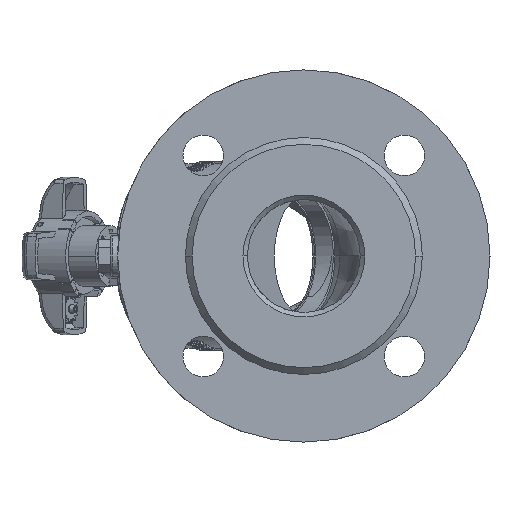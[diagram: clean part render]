
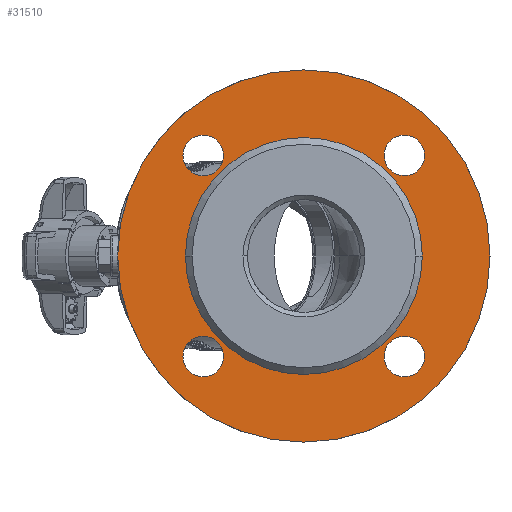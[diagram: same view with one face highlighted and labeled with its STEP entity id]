
A CAD part, left-side view. The second image highlights one B-rep face of the part: STEP entity #31510.
In plain terms, the highlighted planar face has unit normal (-1, 0, 0).
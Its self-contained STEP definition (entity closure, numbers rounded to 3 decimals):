
#7381=CARTESIAN_POINT('',(-576.18,0.,0.));
#7382=DIRECTION('',(1.,0.,0.));
#7383=DIRECTION('',(0.,-1.,0.));
#7384=AXIS2_PLACEMENT_3D('',#7381,#7382,#7383);
#7386=CARTESIAN_POINT('',(-576.18,0.,0.));
#7387=DIRECTION('',(1.,0.,0.));
#7388=DIRECTION('',(0.,1.,0.));
#7389=AXIS2_PLACEMENT_3D('',#7386,#7387,#7388);
#7391=CARTESIAN_POINT('',(-576.18,0.,0.));
#7392=DIRECTION('',(-1.,0.,0.));
#7393=DIRECTION('',(0.,-1.,0.));
#7394=AXIS2_PLACEMENT_3D('',#7391,#7392,#7393);
#7396=CARTESIAN_POINT('',(-576.18,0.,0.));
#7397=DIRECTION('',(-1.,0.,0.));
#7398=DIRECTION('',(0.,1.,0.));
#7399=AXIS2_PLACEMENT_3D('',#7396,#7397,#7398);
#7401=CARTESIAN_POINT('',(-576.18,44.569,44.569));
#7402=DIRECTION('',(-1.,0.,0.));
#7403=DIRECTION('',(0.,0.,1.));
#7404=AXIS2_PLACEMENT_3D('',#7401,#7402,#7403);
#7406=CARTESIAN_POINT('',(-576.18,44.569,44.569));
#7407=DIRECTION('',(-1.,0.,0.));
#7408=DIRECTION('',(0.,0.,-1.));
#7409=AXIS2_PLACEMENT_3D('',#7406,#7407,#7408);
#7411=CARTESIAN_POINT('',(-576.18,-44.569,44.569));
#7412=DIRECTION('',(-1.,0.,0.));
#7413=DIRECTION('',(0.,-1.,0.));
#7414=AXIS2_PLACEMENT_3D('',#7411,#7412,#7413);
#7416=CARTESIAN_POINT('',(-576.18,-44.569,44.569));
#7417=DIRECTION('',(-1.,0.,0.));
#7418=DIRECTION('',(0.,1.,0.));
#7419=AXIS2_PLACEMENT_3D('',#7416,#7417,#7418);
#7421=CARTESIAN_POINT('',(-576.18,-44.569,-44.569));
#7422=DIRECTION('',(-1.,0.,0.));
#7423=DIRECTION('',(0.,0.,-1.));
#7424=AXIS2_PLACEMENT_3D('',#7421,#7422,#7423);
#7426=CARTESIAN_POINT('',(-576.18,-44.569,-44.569));
#7427=DIRECTION('',(-1.,0.,0.));
#7428=DIRECTION('',(0.,0.,1.));
#7429=AXIS2_PLACEMENT_3D('',#7426,#7427,#7428);
#7431=CARTESIAN_POINT('',(-576.18,44.569,-44.569));
#7432=DIRECTION('',(-1.,0.,0.));
#7433=DIRECTION('',(0.,1.,0.));
#7434=AXIS2_PLACEMENT_3D('',#7431,#7432,#7433);
#7436=CARTESIAN_POINT('',(-576.18,44.569,-44.569));
#7437=DIRECTION('',(-1.,0.,0.));
#7438=DIRECTION('',(0.,-1.,0.));
#7439=AXIS2_PLACEMENT_3D('',#7436,#7437,#7438);
#22715=CARTESIAN_POINT('',(-576.18,-82.5,0.));
#22716=VERTEX_POINT('',#22715);
#22717=CARTESIAN_POINT('',(-576.18,82.5,0.));
#22718=VERTEX_POINT('',#22717);
#22743=CARTESIAN_POINT('',(-576.18,-52.5,0.));
#22744=CARTESIAN_POINT('',(-576.18,52.5,0.));
#22745=VERTEX_POINT('',#22743);
#22746=VERTEX_POINT('',#22744);
#22747=CARTESIAN_POINT('',(-576.18,44.569,53.569));
#22748=CARTESIAN_POINT('',(-576.18,44.569,35.569));
#22749=VERTEX_POINT('',#22747);
#22750=VERTEX_POINT('',#22748);
#22751=CARTESIAN_POINT('',(-576.18,-53.569,44.569));
#22752=CARTESIAN_POINT('',(-576.18,-35.569,44.569));
#22753=VERTEX_POINT('',#22751);
#22754=VERTEX_POINT('',#22752);
#22755=CARTESIAN_POINT('',(-576.18,-44.569,-53.569));
#22756=CARTESIAN_POINT('',(-576.18,-44.569,-35.569));
#22757=VERTEX_POINT('',#22755);
#22758=VERTEX_POINT('',#22756);
#22759=CARTESIAN_POINT('',(-576.18,53.569,-44.569));
#22760=CARTESIAN_POINT('',(-576.18,35.569,-44.569));
#22761=VERTEX_POINT('',#22759);
#22762=VERTEX_POINT('',#22760);
#31471=CARTESIAN_POINT('',(-576.18,0.,0.));
#31472=DIRECTION('',(1.,0.,0.));
#31473=DIRECTION('',(0.,-1.,0.));
#31474=AXIS2_PLACEMENT_3D('',#31471,#31472,#31473);
#31475=PLANE('',#31474);
#31476=ORIENTED_EDGE('',*,*,#31463,.T.);
#31477=ORIENTED_EDGE('',*,*,#31277,.T.);
#31478=EDGE_LOOP('',(#31476,#31477));
#31479=FACE_OUTER_BOUND('',#31478,.F.);
#31481=ORIENTED_EDGE('',*,*,#31480,.T.);
#31483=ORIENTED_EDGE('',*,*,#31482,.T.);
#31484=EDGE_LOOP('',(#31481,#31483));
#31485=FACE_BOUND('',#31484,.F.);
#31487=ORIENTED_EDGE('',*,*,#31486,.T.);
#31489=ORIENTED_EDGE('',*,*,#31488,.T.);
#31490=EDGE_LOOP('',(#31487,#31489));
#31491=FACE_BOUND('',#31490,.F.);
#31493=ORIENTED_EDGE('',*,*,#31492,.T.);
#31495=ORIENTED_EDGE('',*,*,#31494,.T.);
#31496=EDGE_LOOP('',(#31493,#31495));
#31497=FACE_BOUND('',#31496,.F.);
#31499=ORIENTED_EDGE('',*,*,#31498,.T.);
#31501=ORIENTED_EDGE('',*,*,#31500,.T.);
#31502=EDGE_LOOP('',(#31499,#31501));
#31503=FACE_BOUND('',#31502,.F.);
#31505=ORIENTED_EDGE('',*,*,#31504,.T.);
#31507=ORIENTED_EDGE('',*,*,#31506,.T.);
#31508=EDGE_LOOP('',(#31505,#31507));
#31509=FACE_BOUND('',#31508,.F.);
#31510=ADVANCED_FACE('',(#31479,#31485,#31491,#31497,#31503,#31509),#31475,.F.);
#7385=CIRCLE('',#7384,82.5);
#7390=CIRCLE('',#7389,82.5);
#7395=CIRCLE('',#7394,52.5);
#7400=CIRCLE('',#7399,52.5);
#7405=CIRCLE('',#7404,9.);
#7410=CIRCLE('',#7409,9.);
#7415=CIRCLE('',#7414,9.);
#7420=CIRCLE('',#7419,9.);
#7425=CIRCLE('',#7424,9.);
#7430=CIRCLE('',#7429,9.);
#7435=CIRCLE('',#7434,9.);
#7440=CIRCLE('',#7439,9.);
#31277=EDGE_CURVE('',#22718,#22716,#7390,.T.);
#31463=EDGE_CURVE('',#22716,#22718,#7385,.T.);
#31480=EDGE_CURVE('',#22745,#22746,#7395,.T.);
#31482=EDGE_CURVE('',#22746,#22745,#7400,.T.);
#31486=EDGE_CURVE('',#22749,#22750,#7405,.T.);
#31488=EDGE_CURVE('',#22750,#22749,#7410,.T.);
#31492=EDGE_CURVE('',#22753,#22754,#7415,.T.);
#31494=EDGE_CURVE('',#22754,#22753,#7420,.T.);
#31498=EDGE_CURVE('',#22757,#22758,#7425,.T.);
#31500=EDGE_CURVE('',#22758,#22757,#7430,.T.);
#31504=EDGE_CURVE('',#22761,#22762,#7435,.T.);
#31506=EDGE_CURVE('',#22762,#22761,#7440,.T.);
